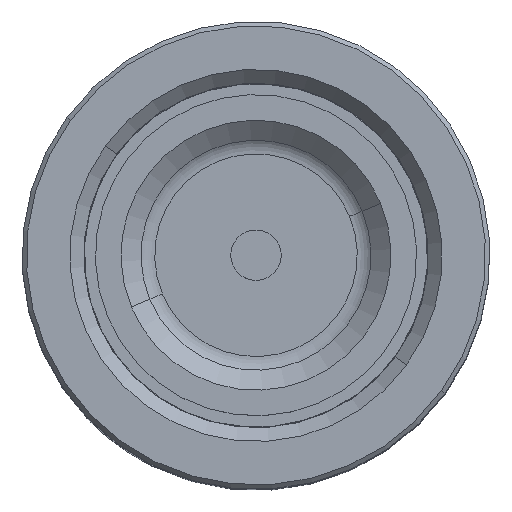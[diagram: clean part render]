
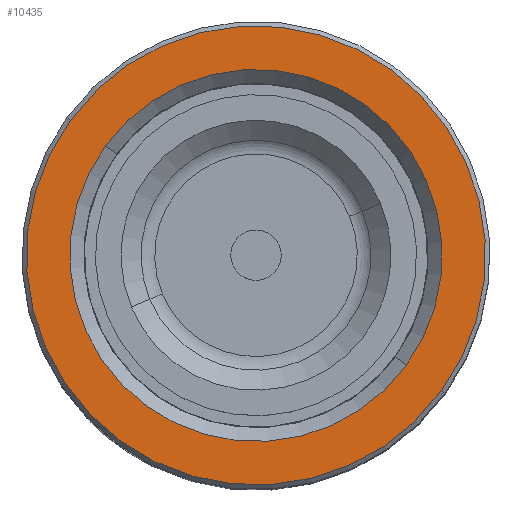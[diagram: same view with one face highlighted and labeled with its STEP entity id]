
A CAD part, top view. The second image highlights one B-rep face of the part: STEP entity #10435.
In plain terms, the highlighted planar face has unit normal (0, 0, 1).
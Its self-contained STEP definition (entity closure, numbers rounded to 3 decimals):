
#455 = AXIS2_PLACEMENT_3D ( 'NONE', #5696, #10964, #47353 ) ;
#1046 = VERTEX_POINT ( 'NONE', #38336 ) ;
#2738 = AXIS2_PLACEMENT_3D ( 'NONE', #50642, #18844, #49767 ) ;
#4805 = CARTESIAN_POINT ( 'NONE',  ( 0., 0., 100. ) ) ;
#5034 = AXIS2_PLACEMENT_3D ( 'NONE', #4805, #30563, #30334 ) ;
#5513 = ORIENTED_EDGE ( 'NONE', *, *, #22052, .T. ) ;
#5696 = CARTESIAN_POINT ( 'NONE',  ( 0., 0., 100. ) ) ;
#8577 = EDGE_LOOP ( 'NONE', ( #20980, #30272 ) ) ;
#10435 = ADVANCED_FACE ( 'NONE', ( #21185, #58635 ), #66061, .T. ) ;
#10673 = CIRCLE ( 'NONE', #52291, 36.45 ) ;
#10964 = DIRECTION ( 'NONE',  ( 0., 0., 1. ) ) ;
#14085 = VERTEX_POINT ( 'NONE', #20265 ) ;
#14817 = DIRECTION ( 'NONE',  ( 1., 0., 0. ) ) ;
#16542 = EDGE_LOOP ( 'NONE', ( #30146, #5513 ) ) ;
#18128 = EDGE_CURVE ( 'NONE', #14085, #65348, #10673, .T. ) ;
#18844 = DIRECTION ( 'NONE',  ( 0., 0., -1. ) ) ;
#20265 = CARTESIAN_POINT ( 'NONE',  ( -36.45, 0., 100. ) ) ;
#20980 = ORIENTED_EDGE ( 'NONE', *, *, #63559, .T. ) ;
#21061 = CARTESIAN_POINT ( 'NONE',  ( 29.55, 0., 100. ) ) ;
#21185 = FACE_OUTER_BOUND ( 'NONE', #16542, .T. ) ;
#22052 = EDGE_CURVE ( 'NONE', #65348, #14085, #41575, .T. ) ;
#23012 = AXIS2_PLACEMENT_3D ( 'NONE', #56442, #40978, #14817 ) ;
#27365 = CIRCLE ( 'NONE', #23012, 29.55 ) ;
#27488 = CARTESIAN_POINT ( 'NONE',  ( 0., 0., 100. ) ) ;
#27617 = CIRCLE ( 'NONE', #2738, 29.55 ) ;
#30146 = ORIENTED_EDGE ( 'NONE', *, *, #18128, .T. ) ;
#30272 = ORIENTED_EDGE ( 'NONE', *, *, #49740, .T. ) ;
#30334 = DIRECTION ( 'NONE',  ( 1., 0., 0. ) ) ;
#30563 = DIRECTION ( 'NONE',  ( 0., 0., 1. ) ) ;
#38336 = CARTESIAN_POINT ( 'NONE',  ( -29.55, 0., 100. ) ) ;
#40978 = DIRECTION ( 'NONE',  ( 0., 0., -1. ) ) ;
#41575 = CIRCLE ( 'NONE', #455, 36.45 ) ;
#42940 = CARTESIAN_POINT ( 'NONE',  ( 36.45, 0., 100. ) ) ;
#47353 = DIRECTION ( 'NONE',  ( 1., 0., 0. ) ) ;
#49740 = EDGE_CURVE ( 'NONE', #1046, #65483, #27365, .T. ) ;
#49767 = DIRECTION ( 'NONE',  ( 1., 0., 0. ) ) ;
#50642 = CARTESIAN_POINT ( 'NONE',  ( 0., 0., 100. ) ) ;
#52291 = AXIS2_PLACEMENT_3D ( 'NONE', #27488, #63442, #63892 ) ;
#56442 = CARTESIAN_POINT ( 'NONE',  ( 0., 0., 100. ) ) ;
#58635 = FACE_BOUND ( 'NONE', #8577, .T. ) ;
#63442 = DIRECTION ( 'NONE',  ( 0., 0., 1. ) ) ;
#63559 = EDGE_CURVE ( 'NONE', #65483, #1046, #27617, .T. ) ;
#63892 = DIRECTION ( 'NONE',  ( 1., 0., 0. ) ) ;
#65348 = VERTEX_POINT ( 'NONE', #42940 ) ;
#65483 = VERTEX_POINT ( 'NONE', #21061 ) ;
#66061 = PLANE ( 'NONE',  #5034 ) ;
